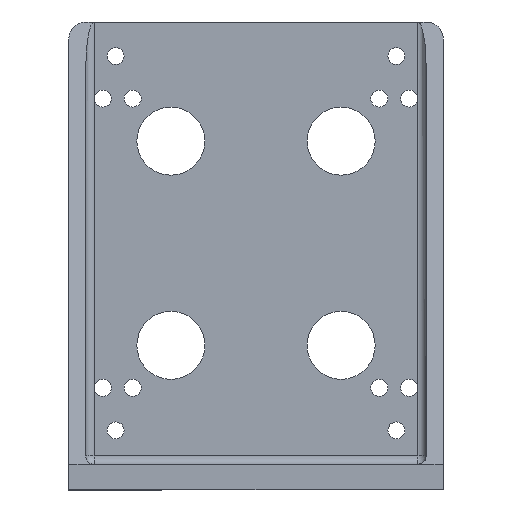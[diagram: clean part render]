
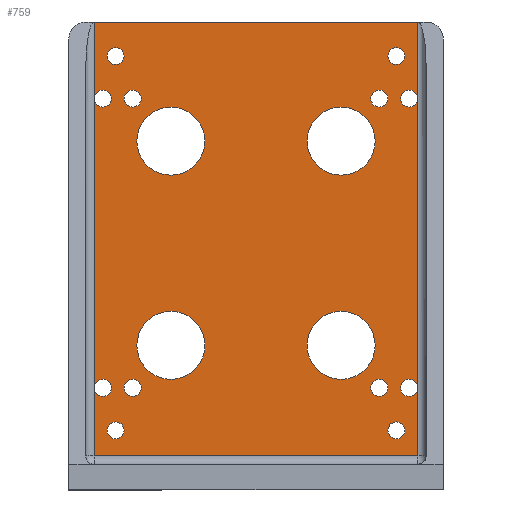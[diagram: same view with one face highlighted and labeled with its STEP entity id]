
A CAD part, top view. The second image highlights one B-rep face of the part: STEP entity #759.
In plain terms, the highlighted planar face has unit normal (0, 0, 1).
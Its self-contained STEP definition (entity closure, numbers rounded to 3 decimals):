
#15=FACE_BOUND('',#254,.T.);
#16=FACE_BOUND('',#255,.T.);
#17=FACE_BOUND('',#256,.T.);
#18=FACE_BOUND('',#257,.T.);
#19=FACE_BOUND('',#258,.T.);
#20=FACE_BOUND('',#259,.T.);
#21=FACE_BOUND('',#260,.T.);
#22=FACE_BOUND('',#261,.T.);
#23=FACE_BOUND('',#262,.T.);
#24=FACE_BOUND('',#263,.T.);
#25=FACE_BOUND('',#264,.T.);
#26=FACE_BOUND('',#265,.T.);
#52=PLANE('',#826);
#59=LINE('',#1141,#114);
#60=LINE('',#1143,#115);
#61=LINE('',#1144,#116);
#63=LINE('',#1154,#118);
#66=LINE('',#1162,#121);
#67=LINE('',#1164,#122);
#68=LINE('',#1165,#123);
#82=LINE('',#1200,#137);
#114=VECTOR('',#903,10.);
#115=VECTOR('',#904,10.);
#116=VECTOR('',#905,10.);
#118=VECTOR('',#917,10.);
#121=VECTOR('',#924,10.);
#122=VECTOR('',#925,10.);
#123=VECTOR('',#926,10.);
#137=VECTOR('',#960,10.);
#214=FACE_OUTER_BOUND('',#253,.T.);
#253=EDGE_LOOP('',(#593,#594,#595,#596,#597,#598,#599,#600,#601,#602,#603,
#604,#605,#606));
#254=EDGE_LOOP('',(#607));
#255=EDGE_LOOP('',(#608));
#256=EDGE_LOOP('',(#609));
#257=EDGE_LOOP('',(#610));
#258=EDGE_LOOP('',(#611));
#259=EDGE_LOOP('',(#612));
#260=EDGE_LOOP('',(#613));
#261=EDGE_LOOP('',(#614));
#262=EDGE_LOOP('',(#615));
#263=EDGE_LOOP('',(#616));
#264=EDGE_LOOP('',(#617));
#265=EDGE_LOOP('',(#618));
#318=CIRCLE('',#827,1.);
#319=CIRCLE('',#828,1.);
#320=CIRCLE('',#829,1.);
#321=CIRCLE('',#830,1.);
#322=CIRCLE('',#831,1.);
#323=CIRCLE('',#832,1.);
#324=CIRCLE('',#833,1.);
#325=CIRCLE('',#834,1.);
#326=CIRCLE('',#835,1.);
#327=CIRCLE('',#836,4.);
#328=CIRCLE('',#837,1.);
#329=CIRCLE('',#838,1.);
#330=CIRCLE('',#839,1.);
#331=CIRCLE('',#840,4.);
#332=CIRCLE('',#841,1.);
#333=CIRCLE('',#842,1.);
#334=CIRCLE('',#843,4.);
#335=CIRCLE('',#844,4.);
#358=VERTEX_POINT('',#1133);
#359=VERTEX_POINT('',#1137);
#361=VERTEX_POINT('',#1140);
#362=VERTEX_POINT('',#1142);
#365=VERTEX_POINT('',#1150);
#367=VERTEX_POINT('',#1158);
#368=VERTEX_POINT('',#1161);
#369=VERTEX_POINT('',#1163);
#384=VERTEX_POINT('',#1216);
#385=VERTEX_POINT('',#1219);
#386=VERTEX_POINT('',#1222);
#387=VERTEX_POINT('',#1224);
#388=VERTEX_POINT('',#1226);
#389=VERTEX_POINT('',#1228);
#390=VERTEX_POINT('',#1230);
#391=VERTEX_POINT('',#1232);
#392=VERTEX_POINT('',#1234);
#393=VERTEX_POINT('',#1236);
#394=VERTEX_POINT('',#1238);
#395=VERTEX_POINT('',#1240);
#396=VERTEX_POINT('',#1242);
#397=VERTEX_POINT('',#1244);
#426=EDGE_CURVE('',#359,#361,#59,.T.);
#427=EDGE_CURVE('',#361,#362,#60,.T.);
#428=EDGE_CURVE('',#362,#358,#61,.T.);
#433=EDGE_CURVE('',#358,#365,#63,.T.);
#437=EDGE_CURVE('',#365,#368,#66,.T.);
#438=EDGE_CURVE('',#368,#369,#67,.T.);
#439=EDGE_CURVE('',#369,#367,#68,.T.);
#457=EDGE_CURVE('',#367,#359,#82,.T.);
#464=EDGE_CURVE('',#369,#369,#318,.T.);
#465=EDGE_CURVE('',#368,#368,#319,.T.);
#466=EDGE_CURVE('',#362,#384,#320,.T.);
#467=EDGE_CURVE('',#384,#362,#321,.T.);
#468=EDGE_CURVE('',#361,#385,#322,.T.);
#469=EDGE_CURVE('',#385,#361,#323,.T.);
#470=EDGE_CURVE('',#386,#386,#324,.T.);
#471=EDGE_CURVE('',#387,#387,#325,.T.);
#472=EDGE_CURVE('',#388,#388,#326,.T.);
#473=EDGE_CURVE('',#389,#389,#327,.T.);
#474=EDGE_CURVE('',#390,#390,#328,.T.);
#475=EDGE_CURVE('',#391,#391,#329,.T.);
#476=EDGE_CURVE('',#392,#392,#330,.T.);
#477=EDGE_CURVE('',#393,#393,#331,.T.);
#478=EDGE_CURVE('',#394,#394,#332,.T.);
#479=EDGE_CURVE('',#395,#395,#333,.T.);
#480=EDGE_CURVE('',#396,#396,#334,.T.);
#481=EDGE_CURVE('',#397,#397,#335,.T.);
#593=ORIENTED_EDGE('',*,*,#439,.F.);
#594=ORIENTED_EDGE('',*,*,#464,.T.);
#595=ORIENTED_EDGE('',*,*,#438,.F.);
#596=ORIENTED_EDGE('',*,*,#465,.T.);
#597=ORIENTED_EDGE('',*,*,#437,.F.);
#598=ORIENTED_EDGE('',*,*,#433,.F.);
#599=ORIENTED_EDGE('',*,*,#428,.F.);
#600=ORIENTED_EDGE('',*,*,#466,.T.);
#601=ORIENTED_EDGE('',*,*,#467,.T.);
#602=ORIENTED_EDGE('',*,*,#427,.F.);
#603=ORIENTED_EDGE('',*,*,#468,.T.);
#604=ORIENTED_EDGE('',*,*,#469,.T.);
#605=ORIENTED_EDGE('',*,*,#426,.F.);
#606=ORIENTED_EDGE('',*,*,#457,.F.);
#607=ORIENTED_EDGE('',*,*,#470,.T.);
#608=ORIENTED_EDGE('',*,*,#471,.T.);
#609=ORIENTED_EDGE('',*,*,#472,.T.);
#610=ORIENTED_EDGE('',*,*,#473,.T.);
#611=ORIENTED_EDGE('',*,*,#474,.T.);
#612=ORIENTED_EDGE('',*,*,#475,.T.);
#613=ORIENTED_EDGE('',*,*,#476,.T.);
#614=ORIENTED_EDGE('',*,*,#477,.T.);
#615=ORIENTED_EDGE('',*,*,#478,.T.);
#616=ORIENTED_EDGE('',*,*,#479,.T.);
#617=ORIENTED_EDGE('',*,*,#480,.T.);
#618=ORIENTED_EDGE('',*,*,#481,.T.);
#759=ADVANCED_FACE('',(#214,#15,#16,#17,#18,#19,#20,#21,#22,#23,#24,#25,
#26),#52,.T.);
#826=AXIS2_PLACEMENT_3D('',#1213,#975,#976);
#827=AXIS2_PLACEMENT_3D('',#1214,#977,#978);
#828=AXIS2_PLACEMENT_3D('',#1215,#979,#980);
#829=AXIS2_PLACEMENT_3D('',#1217,#981,#982);
#830=AXIS2_PLACEMENT_3D('',#1218,#983,#984);
#831=AXIS2_PLACEMENT_3D('',#1220,#985,#986);
#832=AXIS2_PLACEMENT_3D('',#1221,#987,#988);
#833=AXIS2_PLACEMENT_3D('',#1223,#989,#990);
#834=AXIS2_PLACEMENT_3D('',#1225,#991,#992);
#835=AXIS2_PLACEMENT_3D('',#1227,#993,#994);
#836=AXIS2_PLACEMENT_3D('',#1229,#995,#996);
#837=AXIS2_PLACEMENT_3D('',#1231,#997,#998);
#838=AXIS2_PLACEMENT_3D('',#1233,#999,#1000);
#839=AXIS2_PLACEMENT_3D('',#1235,#1001,#1002);
#840=AXIS2_PLACEMENT_3D('',#1237,#1003,#1004);
#841=AXIS2_PLACEMENT_3D('',#1239,#1005,#1006);
#842=AXIS2_PLACEMENT_3D('',#1241,#1007,#1008);
#843=AXIS2_PLACEMENT_3D('',#1243,#1009,#1010);
#844=AXIS2_PLACEMENT_3D('',#1245,#1011,#1012);
#903=DIRECTION('',(0.,-1.,0.));
#904=DIRECTION('',(0.,-1.,0.));
#905=DIRECTION('',(0.,-1.,0.));
#917=DIRECTION('',(-1.,0.,0.));
#924=DIRECTION('',(0.,1.,0.));
#925=DIRECTION('',(0.,1.,0.));
#926=DIRECTION('',(0.,1.,0.));
#960=DIRECTION('',(1.,0.,0.));
#975=DIRECTION('center_axis',(0.,0.,1.));
#976=DIRECTION('ref_axis',(1.,0.,0.));
#977=DIRECTION('center_axis',(0.,0.,-1.));
#978=DIRECTION('ref_axis',(1.,0.,0.));
#979=DIRECTION('center_axis',(0.,0.,-1.));
#980=DIRECTION('ref_axis',(1.,0.,0.));
#981=DIRECTION('center_axis',(0.,0.,-1.));
#982=DIRECTION('ref_axis',(1.,0.,0.));
#983=DIRECTION('center_axis',(0.,0.,-1.));
#984=DIRECTION('ref_axis',(1.,0.,0.));
#985=DIRECTION('center_axis',(0.,0.,-1.));
#986=DIRECTION('ref_axis',(1.,0.,0.));
#987=DIRECTION('center_axis',(0.,0.,-1.));
#988=DIRECTION('ref_axis',(1.,0.,0.));
#989=DIRECTION('center_axis',(0.,0.,-1.));
#990=DIRECTION('ref_axis',(1.,0.,0.));
#991=DIRECTION('center_axis',(0.,0.,-1.));
#992=DIRECTION('ref_axis',(1.,0.,0.));
#993=DIRECTION('center_axis',(0.,0.,-1.));
#994=DIRECTION('ref_axis',(1.,0.,0.));
#995=DIRECTION('center_axis',(0.,0.,-1.));
#996=DIRECTION('ref_axis',(1.,0.,0.));
#997=DIRECTION('center_axis',(0.,0.,-1.));
#998=DIRECTION('ref_axis',(1.,0.,0.));
#999=DIRECTION('center_axis',(0.,0.,-1.));
#1000=DIRECTION('ref_axis',(1.,0.,0.));
#1001=DIRECTION('center_axis',(0.,0.,-1.));
#1002=DIRECTION('ref_axis',(1.,0.,0.));
#1003=DIRECTION('center_axis',(0.,0.,-1.));
#1004=DIRECTION('ref_axis',(1.,0.,0.));
#1005=DIRECTION('center_axis',(0.,0.,-1.));
#1006=DIRECTION('ref_axis',(1.,0.,0.));
#1007=DIRECTION('center_axis',(0.,0.,-1.));
#1008=DIRECTION('ref_axis',(1.,0.,0.));
#1009=DIRECTION('center_axis',(0.,0.,-1.));
#1010=DIRECTION('ref_axis',(1.,0.,0.));
#1011=DIRECTION('center_axis',(0.,0.,-1.));
#1012=DIRECTION('ref_axis',(1.,0.,0.));
#1133=CARTESIAN_POINT('',(29.,11.,0.));
#1137=CARTESIAN_POINT('',(29.,62.,0.));
#1140=CARTESIAN_POINT('',(29.,53.,0.));
#1141=CARTESIAN_POINT('',(29.,35.25,0.));
#1142=CARTESIAN_POINT('',(29.,19.,0.));
#1143=CARTESIAN_POINT('',(29.,35.25,0.));
#1144=CARTESIAN_POINT('',(29.,35.25,0.));
#1150=CARTESIAN_POINT('',(-9.,11.,0.));
#1154=CARTESIAN_POINT('',(21.,11.,0.));
#1158=CARTESIAN_POINT('',(-9.,62.,0.));
#1161=CARTESIAN_POINT('',(-9.,19.,0.));
#1162=CARTESIAN_POINT('',(-9.,35.25,0.));
#1163=CARTESIAN_POINT('',(-9.,53.,0.));
#1164=CARTESIAN_POINT('',(-9.,35.25,0.));
#1165=CARTESIAN_POINT('',(-9.,35.25,0.));
#1200=CARTESIAN_POINT('',(-12.,62.,0.));
#1213=CARTESIAN_POINT('Origin',(10.,34.5,0.));
#1214=CARTESIAN_POINT('Origin',(-8.,53.,0.));
#1215=CARTESIAN_POINT('Origin',(-8.,19.,0.));
#1216=CARTESIAN_POINT('',(27.,19.,0.));
#1217=CARTESIAN_POINT('Origin',(28.,19.,0.));
#1218=CARTESIAN_POINT('Origin',(28.,19.,0.));
#1219=CARTESIAN_POINT('',(27.,53.,0.));
#1220=CARTESIAN_POINT('Origin',(28.,53.,0.));
#1221=CARTESIAN_POINT('Origin',(28.,53.,0.));
#1222=CARTESIAN_POINT('',(-5.5,19.,0.));
#1223=CARTESIAN_POINT('Origin',(-4.5,19.,0.));
#1224=CARTESIAN_POINT('',(-5.5,53.,0.));
#1225=CARTESIAN_POINT('Origin',(-4.5,53.,0.));
#1226=CARTESIAN_POINT('',(25.5,58.,0.));
#1227=CARTESIAN_POINT('Origin',(26.5,58.,0.));
#1228=CARTESIAN_POINT('',(-4.,24.,0.));
#1229=CARTESIAN_POINT('Origin',(0.,24.,0.));
#1230=CARTESIAN_POINT('',(25.5,14.,0.));
#1231=CARTESIAN_POINT('Origin',(26.5,14.,0.));
#1232=CARTESIAN_POINT('',(-7.5,14.,0.));
#1233=CARTESIAN_POINT('Origin',(-6.5,14.,0.));
#1234=CARTESIAN_POINT('',(23.5,53.,0.));
#1235=CARTESIAN_POINT('Origin',(24.5,53.,0.));
#1236=CARTESIAN_POINT('',(16.,24.,0.));
#1237=CARTESIAN_POINT('Origin',(20.,24.,0.));
#1238=CARTESIAN_POINT('',(23.5,19.,0.));
#1239=CARTESIAN_POINT('Origin',(24.5,19.,0.));
#1240=CARTESIAN_POINT('',(-7.5,58.,0.));
#1241=CARTESIAN_POINT('Origin',(-6.5,58.,0.));
#1242=CARTESIAN_POINT('',(-4.,48.,0.));
#1243=CARTESIAN_POINT('Origin',(0.,48.,0.));
#1244=CARTESIAN_POINT('',(16.,48.,0.));
#1245=CARTESIAN_POINT('Origin',(20.,48.,0.));
